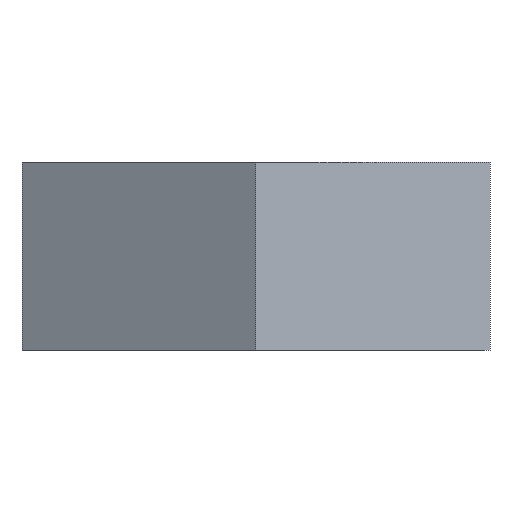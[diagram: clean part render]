
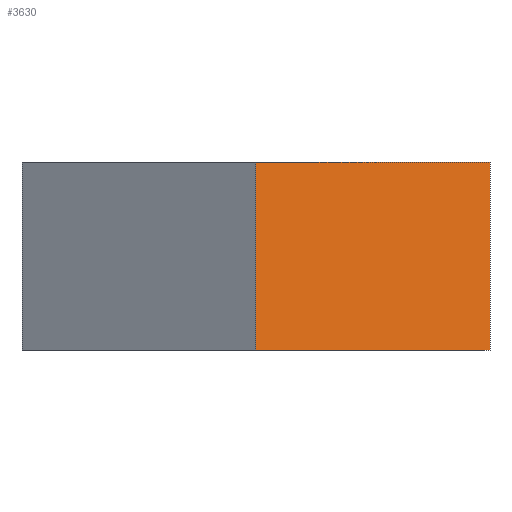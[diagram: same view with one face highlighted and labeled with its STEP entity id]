
A CAD part, front view. The second image highlights one B-rep face of the part: STEP entity #3630.
In plain terms, the highlighted planar face has unit normal (0.5, -0.866, 0).
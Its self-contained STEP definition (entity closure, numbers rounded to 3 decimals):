
#200 = CARTESIAN_POINT ( 'NONE',  ( 29.25, -50.662, 45. ) ) ;
#204 = VERTEX_POINT ( 'NONE', #2411 ) ;
#255 = CARTESIAN_POINT ( 'NONE',  ( 29.25, -50.662, -2. ) ) ;
#422 = VERTEX_POINT ( 'NONE', #8376 ) ;
#639 = ORIENTED_EDGE ( 'NONE', *, *, #4136, .T. ) ;
#843 = CARTESIAN_POINT ( 'NONE',  ( 0., -67.55, 45. ) ) ;
#1280 = VECTOR ( 'NONE', #3274, 1000. ) ;
#1393 = VECTOR ( 'NONE', #9192, 1000. ) ;
#2003 = LINE ( 'NONE', #4251, #8673 ) ;
#2411 = CARTESIAN_POINT ( 'NONE',  ( 0., -67.55, -2. ) ) ;
#2522 = EDGE_LOOP ( 'NONE', ( #9358, #4109, #9254, #639 ) ) ;
#2702 = FACE_OUTER_BOUND ( 'NONE', #2522, .T. ) ;
#3274 = DIRECTION ( 'NONE',  ( 0.866, 0.5, 0. ) ) ;
#3630 = ADVANCED_FACE ( 'NONE', ( #2702 ), #6221, .T. ) ;
#3863 = LINE ( 'NONE', #4774, #1393 ) ;
#4109 = ORIENTED_EDGE ( 'NONE', *, *, #4812, .F. ) ;
#4136 = EDGE_CURVE ( 'NONE', #204, #422, #6953, .T. ) ;
#4251 = CARTESIAN_POINT ( 'NONE',  ( 0., -67.55, -2. ) ) ;
#4653 = AXIS2_PLACEMENT_3D ( 'NONE', #5517, #9227, #4949 ) ;
#4678 = VERTEX_POINT ( 'NONE', #4960 ) ;
#4774 = CARTESIAN_POINT ( 'NONE',  ( 58.5, -33.775, -2. ) ) ;
#4812 = EDGE_CURVE ( 'NONE', #8291, #4678, #6000, .T. ) ;
#4949 = DIRECTION ( 'NONE',  ( 0.866, 0.5, 0. ) ) ;
#4955 = EDGE_CURVE ( 'NONE', #204, #8291, #2003, .T. ) ;
#4960 = CARTESIAN_POINT ( 'NONE',  ( 58.5, -33.775, 45. ) ) ;
#5517 = CARTESIAN_POINT ( 'NONE',  ( 29.25, -50.662, -2. ) ) ;
#5691 = DIRECTION ( 'NONE',  ( 0., 0., 1. ) ) ;
#6000 = LINE ( 'NONE', #200, #8050 ) ;
#6047 = DIRECTION ( 'NONE',  ( 0.866, 0.5, 0. ) ) ;
#6221 = PLANE ( 'NONE',  #4653 ) ;
#6953 = LINE ( 'NONE', #255, #1280 ) ;
#8050 = VECTOR ( 'NONE', #6047, 1000. ) ;
#8291 = VERTEX_POINT ( 'NONE', #843 ) ;
#8376 = CARTESIAN_POINT ( 'NONE',  ( 58.5, -33.775, -2. ) ) ;
#8673 = VECTOR ( 'NONE', #5691, 1000. ) ;
#9192 = DIRECTION ( 'NONE',  ( 0., 0., 1. ) ) ;
#9227 = DIRECTION ( 'NONE',  ( 0.5, -0.866, 0. ) ) ;
#9254 = ORIENTED_EDGE ( 'NONE', *, *, #4955, .F. ) ;
#9357 = EDGE_CURVE ( 'NONE', #422, #4678, #3863, .T. ) ;
#9358 = ORIENTED_EDGE ( 'NONE', *, *, #9357, .T. ) ;
